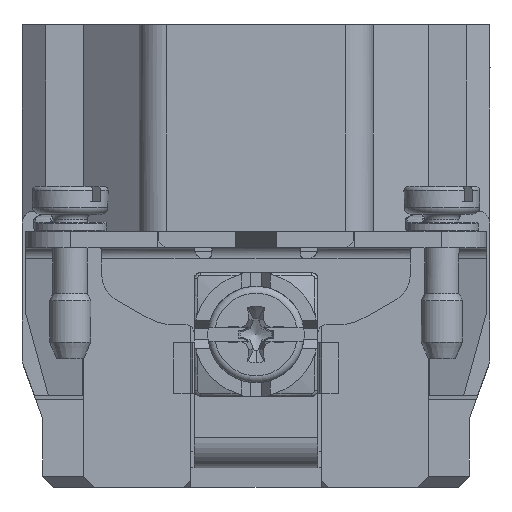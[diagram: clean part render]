
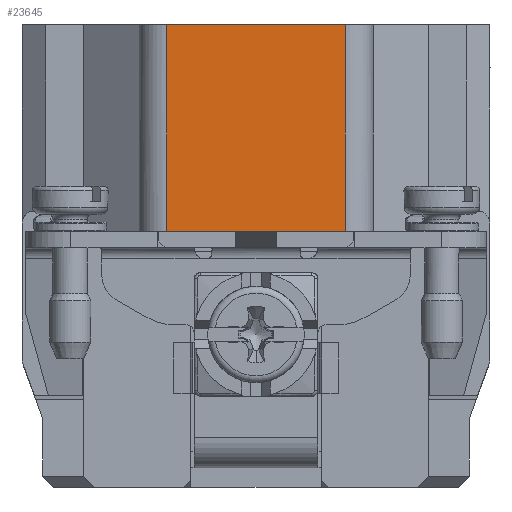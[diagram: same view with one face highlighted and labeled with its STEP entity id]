
A CAD part, left-side view. The second image highlights one B-rep face of the part: STEP entity #23645.
In plain terms, the highlighted planar face has unit normal (-1, 0, 0).
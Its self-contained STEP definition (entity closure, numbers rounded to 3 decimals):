
#3542=VERTEX_POINT('',#32457);
#3543=VERTEX_POINT('',#32459);
#4266=VERTEX_POINT('',#34764);
#4267=VERTEX_POINT('',#34768);
#5739=VECTOR('',#26766,1.);
#6447=VECTOR('',#28993,1.);
#6448=VECTOR('',#28995,1.);
#6449=VECTOR('',#28996,1.);
#7815=LINE('',#32458,#5739);
#8523=LINE('',#34765,#6447);
#8524=LINE('',#34767,#6448);
#8525=LINE('',#34769,#6449);
#9908=EDGE_CURVE('',#3543,#3542,#7815,.T.);
#11029=EDGE_CURVE('',#3542,#4266,#8523,.T.);
#11030=EDGE_CURVE('',#4266,#4267,#8524,.T.);
#11031=EDGE_CURVE('',#4267,#3543,#8525,.F.);
#15265=ORIENTED_EDGE('',*,*,#9908,.T.);
#15266=ORIENTED_EDGE('',*,*,#11029,.T.);
#15267=ORIENTED_EDGE('',*,*,#11030,.T.);
#15268=ORIENTED_EDGE('',*,*,#11031,.T.);
#20678=EDGE_LOOP('',(#15265,#15266,#15267,#15268));
#22198=FACE_BOUND('',#20678,.T.);
#23645=ADVANCED_FACE('',(#22198),#87470,.T.);
#25390=AXIS2_PLACEMENT_3D('',#34766,#28994,$);
#26766=DIRECTION('',(0.,-1.,0.));
#28993=DIRECTION('',(0.,0.,1.));
#28994=DIRECTION('',(-1.,0.,0.));
#28995=DIRECTION('',(0.,1.,0.));
#28996=DIRECTION('',(0.,0.,1.));
#32457=CARTESIAN_POINT('',(-32.,-6.5,1.2));
#32458=CARTESIAN_POINT('',(-32.,-0.477,1.2));
#32459=CARTESIAN_POINT('',(-32.,6.5,1.2));
#34764=CARTESIAN_POINT('',(-32.,-6.5,16.2));
#34765=CARTESIAN_POINT('',(-32.,-6.5,1.2));
#34766=CARTESIAN_POINT('',(-32.,6.5,1.2));
#34767=CARTESIAN_POINT('',(-32.,-5.675,16.2));
#34768=CARTESIAN_POINT('',(-32.,6.5,16.2));
#34769=CARTESIAN_POINT('',(-32.,6.5,1.2));
#87470=PLANE('',#25390);
